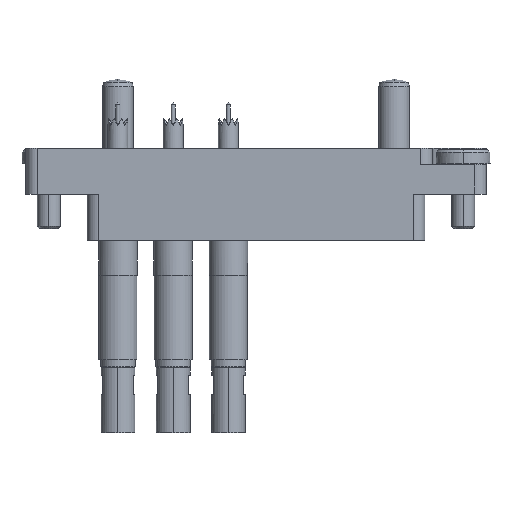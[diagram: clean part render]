
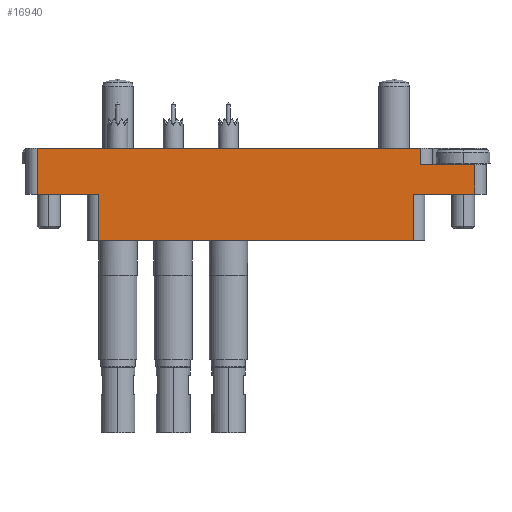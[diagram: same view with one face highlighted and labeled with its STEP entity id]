
A CAD part, left-side view. The second image highlights one B-rep face of the part: STEP entity #16940.
In plain terms, the highlighted face is planar.
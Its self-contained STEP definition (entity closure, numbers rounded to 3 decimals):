
#830 = CARTESIAN_POINT ( 'NONE',  ( 30., 0., 14.35 ) ) ;
#1287 = EDGE_CURVE ( 'NONE', #15450, #23653, #10811, .T. ) ;
#1422 = EDGE_CURVE ( 'NONE', #9262, #13079, #19444, .T. ) ;
#1426 = EDGE_CURVE ( 'NONE', #17818, #13079, #1621, .T. ) ;
#1490 = EDGE_CURVE ( 'NONE', #17818, #8771, #9645, .T. ) ;
#1544 = ORIENTED_EDGE ( 'NONE', *, *, #1422, .F. ) ;
#1621 = LINE ( 'NONE', #8052, #19536 ) ;
#1866 = ORIENTED_EDGE ( 'NONE', *, *, #6769, .T. ) ;
#1994 = DIRECTION ( 'NONE',  ( -1., 0., 0. ) ) ;
#2303 = DIRECTION ( 'NONE',  ( 0., 0., -1. ) ) ;
#3067 = VERTEX_POINT ( 'NONE', #23080 ) ;
#3517 = ORIENTED_EDGE ( 'NONE', *, *, #17354, .T. ) ;
#3608 = ORIENTED_EDGE ( 'NONE', *, *, #10876, .F. ) ;
#3992 = DIRECTION ( 'NONE',  ( 0., -1., 0. ) ) ;
#4178 = CARTESIAN_POINT ( 'NONE',  ( -22., -6., 14.35 ) ) ;
#4857 = VERTEX_POINT ( 'NONE', #23550 ) ;
#6448 = VERTEX_POINT ( 'NONE', #19686 ) ;
#6633 = DIRECTION ( 'NONE',  ( -1., 0., 0. ) ) ;
#6769 = EDGE_CURVE ( 'NONE', #3067, #8771, #21635, .T. ) ;
#7246 = VECTOR ( 'NONE', #7956, 1000. ) ;
#7831 = VECTOR ( 'NONE', #24923, 1000. ) ;
#7956 = DIRECTION ( 'NONE',  ( 0., 1., 0. ) ) ;
#8052 = CARTESIAN_POINT ( 'NONE',  ( -28.5, 0., 14.35 ) ) ;
#8238 = DIRECTION ( 'NONE',  ( -1., 0., 0. ) ) ;
#8296 = VERTEX_POINT ( 'NONE', #18020 ) ;
#8451 = CARTESIAN_POINT ( 'NONE',  ( 20.5, 0., 14.35 ) ) ;
#8771 = VERTEX_POINT ( 'NONE', #9715 ) ;
#8809 = DIRECTION ( 'NONE',  ( 0., -1., 0. ) ) ;
#9262 = VERTEX_POINT ( 'NONE', #11097 ) ;
#9645 = LINE ( 'NONE', #17866, #10754 ) ;
#9661 = VECTOR ( 'NONE', #15621, 1000. ) ;
#9715 = CARTESIAN_POINT ( 'NONE',  ( 21.5, 6., 14.35 ) ) ;
#10022 = VECTOR ( 'NONE', #6633, 1000. ) ;
#10106 = CARTESIAN_POINT ( 'NONE',  ( 20.5, -6., 14.35 ) ) ;
#10682 = VECTOR ( 'NONE', #15310, 1000. ) ;
#10754 = VECTOR ( 'NONE', #11858, 1000. ) ;
#10811 = LINE ( 'NONE', #23096, #7831 ) ;
#10876 = EDGE_CURVE ( 'NONE', #6448, #23653, #16704, .T. ) ;
#11097 = CARTESIAN_POINT ( 'NONE',  ( -20.5, 0., 14.35 ) ) ;
#11858 = DIRECTION ( 'NONE',  ( 1., 0., 0. ) ) ;
#12177 = DIRECTION ( 'NONE',  ( -1., 0., 0. ) ) ;
#12454 = EDGE_CURVE ( 'NONE', #15450, #8296, #22107, .T. ) ;
#12656 = ORIENTED_EDGE ( 'NONE', *, *, #24452, .F. ) ;
#12838 = EDGE_LOOP ( 'NONE', ( #17403, #22905, #3608, #3517, #12656, #1866, #13180, #24009, #1544, #23394 ) ) ;
#13079 = VERTEX_POINT ( 'NONE', #19290 ) ;
#13180 = ORIENTED_EDGE ( 'NONE', *, *, #1490, .F. ) ;
#14639 = FACE_OUTER_BOUND ( 'NONE', #12838, .T. ) ;
#14679 = CARTESIAN_POINT ( 'NONE',  ( -28.5, 6., 14.35 ) ) ;
#15310 = DIRECTION ( 'NONE',  ( 1., 0., 0. ) ) ;
#15450 = VERTEX_POINT ( 'NONE', #10106 ) ;
#15621 = DIRECTION ( 'NONE',  ( 0., 1., 0. ) ) ;
#16104 = AXIS2_PLACEMENT_3D ( 'NONE', #18289, #2303, #8238 ) ;
#16650 = VECTOR ( 'NONE', #8809, 1000. ) ;
#16704 = LINE ( 'NONE', #830, #10022 ) ;
#16940 = ADVANCED_FACE ( 'NONE', ( #14639 ), #22218, .F. ) ;
#17354 = EDGE_CURVE ( 'NONE', #6448, #4857, #18387, .T. ) ;
#17403 = ORIENTED_EDGE ( 'NONE', *, *, #12454, .F. ) ;
#17818 = VERTEX_POINT ( 'NONE', #14679 ) ;
#17866 = CARTESIAN_POINT ( 'NONE',  ( -30., 6., 14.35 ) ) ;
#18020 = CARTESIAN_POINT ( 'NONE',  ( -20.5, -6., 14.35 ) ) ;
#18289 = CARTESIAN_POINT ( 'NONE',  ( -30., 0., 14.35 ) ) ;
#18387 = LINE ( 'NONE', #20470, #7246 ) ;
#19290 = CARTESIAN_POINT ( 'NONE',  ( -28.5, 0., 14.35 ) ) ;
#19444 = LINE ( 'NONE', #19574, #19931 ) ;
#19536 = VECTOR ( 'NONE', #3992, 1000. ) ;
#19541 = CARTESIAN_POINT ( 'NONE',  ( 21.5, 0., 14.35 ) ) ;
#19574 = CARTESIAN_POINT ( 'NONE',  ( 30., 0., 14.35 ) ) ;
#19686 = CARTESIAN_POINT ( 'NONE',  ( 28.5, 0., 14.35 ) ) ;
#19931 = VECTOR ( 'NONE', #1994, 1000. ) ;
#20426 = LINE ( 'NONE', #20566, #16650 ) ;
#20470 = CARTESIAN_POINT ( 'NONE',  ( 28.5, 3.9, 14.35 ) ) ;
#20565 = VECTOR ( 'NONE', #12177, 1000. ) ;
#20566 = CARTESIAN_POINT ( 'NONE',  ( -20.5, 0., 14.35 ) ) ;
#21580 = CARTESIAN_POINT ( 'NONE',  ( 30., 3.9, 14.35 ) ) ;
#21613 = EDGE_CURVE ( 'NONE', #9262, #8296, #20426, .T. ) ;
#21635 = LINE ( 'NONE', #19541, #9661 ) ;
#22107 = LINE ( 'NONE', #4178, #20565 ) ;
#22218 = PLANE ( 'NONE',  #16104 ) ;
#22905 = ORIENTED_EDGE ( 'NONE', *, *, #1287, .T. ) ;
#23080 = CARTESIAN_POINT ( 'NONE',  ( 21.5, 3.9, 14.35 ) ) ;
#23096 = CARTESIAN_POINT ( 'NONE',  ( 20.5, 0., 14.35 ) ) ;
#23276 = LINE ( 'NONE', #21580, #10682 ) ;
#23394 = ORIENTED_EDGE ( 'NONE', *, *, #21613, .T. ) ;
#23550 = CARTESIAN_POINT ( 'NONE',  ( 28.5, 3.9, 14.35 ) ) ;
#23653 = VERTEX_POINT ( 'NONE', #8451 ) ;
#24009 = ORIENTED_EDGE ( 'NONE', *, *, #1426, .T. ) ;
#24452 = EDGE_CURVE ( 'NONE', #3067, #4857, #23276, .T. ) ;
#24923 = DIRECTION ( 'NONE',  ( 0., 1., 0. ) ) ;
